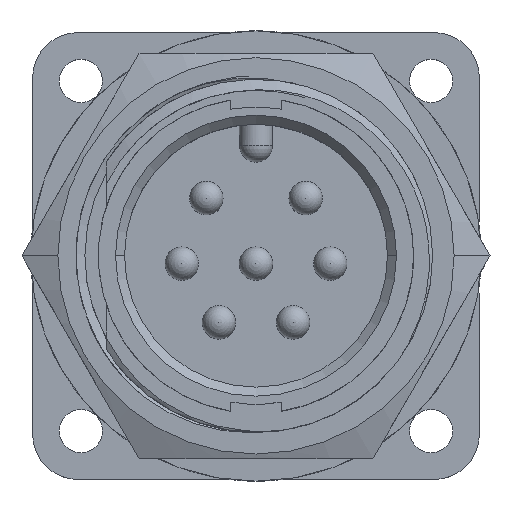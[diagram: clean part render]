
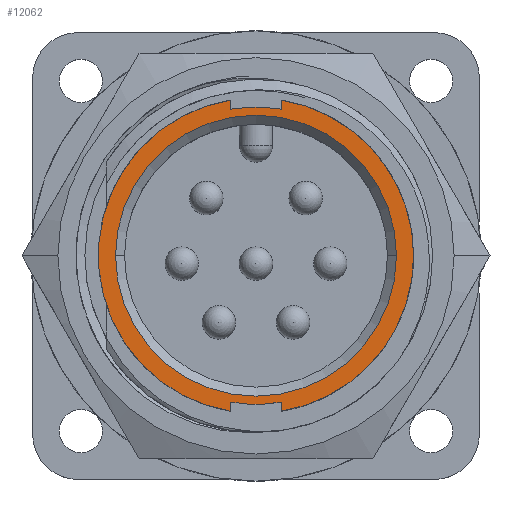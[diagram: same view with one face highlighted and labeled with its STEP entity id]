
A CAD part, top view. The second image highlights one B-rep face of the part: STEP entity #12062.
In plain terms, the highlighted planar face has unit normal (0, 0, 1).
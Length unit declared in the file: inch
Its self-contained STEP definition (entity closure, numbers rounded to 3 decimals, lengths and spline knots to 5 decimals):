
#44 = DIRECTION ( 'NONE',  ( 0., 0., -1. ) ) ;
#45 = DIRECTION ( 'NONE',  ( -1., 0., 0. ) ) ;
#395 = CARTESIAN_POINT ( 'NONE',  ( 0., 0., 0.663 ) ) ;
#401 = DIRECTION ( 'NONE',  ( 0., 0., -1. ) ) ;
#404 = DIRECTION ( 'NONE',  ( 1., 0., 0. ) ) ;
#646 = CARTESIAN_POINT ( 'NONE',  ( 0., 0., 0.663 ) ) ;
#1173 = EDGE_CURVE ( 'NONE', #2162, #2161, #12033, .T. ) ;
#1209 = EDGE_CURVE ( 'NONE', #2168, #2321, #12032, .T. ) ;
#1310 = EDGE_CURVE ( 'NONE', #2173, #2248, #11842, .T. ) ;
#1317 = EDGE_CURVE ( 'NONE', #2248, #2161, #12994, .T. ) ;
#1318 = EDGE_CURVE ( 'NONE', #2321, #2168, #11905, .T. ) ;
#1324 = EDGE_CURVE ( 'NONE', #2496, #2314, #11926, .T. ) ;
#1328 = EDGE_CURVE ( 'NONE', #2162, #2496, #13086, .T. ) ;
#1609 = AXIS2_PLACEMENT_3D ( 'NONE', #12915, #12944, #12942 ) ;
#1611 = AXIS2_PLACEMENT_3D ( 'NONE', #12977, #12999, #13002 ) ;
#1617 = VECTOR ( 'NONE', #12997, 39.37008 ) ;
#1619 = AXIS2_PLACEMENT_3D ( 'NONE', #13037, #13047, #13050 ) ;
#1625 = VECTOR ( 'NONE', #13088, 39.37008 ) ;
#2161 = VERTEX_POINT ( 'NONE', #13333 ) ;
#2162 = VERTEX_POINT ( 'NONE', #13335 ) ;
#2168 = VERTEX_POINT ( 'NONE', #13348 ) ;
#2171 = VERTEX_POINT ( 'NONE', #13355 ) ;
#2173 = VERTEX_POINT ( 'NONE', #13360 ) ;
#2248 = VERTEX_POINT ( 'NONE', #13503 ) ;
#2254 = VERTEX_POINT ( 'NONE', #13515 ) ;
#2314 = VERTEX_POINT ( 'NONE', #13627 ) ;
#2321 = VERTEX_POINT ( 'NONE', #13640 ) ;
#2471 = VERTEX_POINT ( 'NONE', #4177 ) ;
#2496 = VERTEX_POINT ( 'NONE', #4280 ) ;
#2561 = ORIENTED_EDGE ( 'NONE', *, *, #1173, .F. ) ;
#2581 = EDGE_LOOP ( 'NONE', ( #2631, #2596, #2639, #2601, #2623, #2605, #2635, #2561, #2590 ) ) ;
#2583 = EDGE_LOOP ( 'NONE', ( #2589, #2588 ) ) ;
#2588 = ORIENTED_EDGE ( 'NONE', *, *, #1318, .T. ) ;
#2589 = ORIENTED_EDGE ( 'NONE', *, *, #1209, .T. ) ;
#2590 = ORIENTED_EDGE ( 'NONE', *, *, #1328, .T. ) ;
#2596 = ORIENTED_EDGE ( 'NONE', *, *, #13751, .F. ) ;
#2601 = ORIENTED_EDGE ( 'NONE', *, *, #13771, .T. ) ;
#2605 = ORIENTED_EDGE ( 'NONE', *, *, #1310, .T. ) ;
#2623 = ORIENTED_EDGE ( 'NONE', *, *, #13757, .T. ) ;
#2631 = ORIENTED_EDGE ( 'NONE', *, *, #1324, .T. ) ;
#2635 = ORIENTED_EDGE ( 'NONE', *, *, #1317, .T. ) ;
#2639 = ORIENTED_EDGE ( 'NONE', *, *, #13716, .F. ) ;
#2854 = VECTOR ( 'NONE', #7141, 39.37008 ) ;
#2878 = AXIS2_PLACEMENT_3D ( 'NONE', #9587, #9588, #9589 ) ;
#2881 = FACE_OUTER_BOUND ( 'NONE', #2581, .T. ) ;
#2892 = FACE_BOUND ( 'NONE', #2583, .T. ) ;
#2999 = AXIS2_PLACEMENT_3D ( 'NONE', #6894, #6898, #6899 ) ;
#4177 = CARTESIAN_POINT ( 'NONE',  ( 0.07, -0.40652, 0.663 ) ) ;
#4280 = CARTESIAN_POINT ( 'NONE',  ( -0.07, 0.43186, 0.663 ) ) ;
#5878 = CIRCLE ( 'NONE', #2999, 0.4125 ) ;
#6339 = CIRCLE ( 'NONE', #8874, 0.4375 ) ;
#6894 = CARTESIAN_POINT ( 'NONE',  ( 0., 0., 0.663 ) ) ;
#6898 = DIRECTION ( 'NONE',  ( 0., 0., -1. ) ) ;
#6899 = DIRECTION ( 'NONE',  ( -1., 0., 0. ) ) ;
#7139 = LINE ( 'NONE', #7140, #2854 ) ;
#7140 = CARTESIAN_POINT ( 'NONE',  ( -0.07, -0.40398, 0.663 ) ) ;
#7141 = DIRECTION ( 'NONE',  ( 0., -1., 0. ) ) ;
#7174 = CARTESIAN_POINT ( 'NONE',  ( 0., 0., 0.663 ) ) ;
#7175 = DIRECTION ( 'NONE',  ( 0., 0., 1. ) ) ;
#7176 = DIRECTION ( 'NONE',  ( 1., 0., 0. ) ) ;
#7282 = LINE ( 'NONE', #7283, #8865 ) ;
#7283 = CARTESIAN_POINT ( 'NONE',  ( 0.07, 0., 0.663 ) ) ;
#7284 = DIRECTION ( 'NONE',  ( 0., -1., 0. ) ) ;
#8703 = AXIS2_PLACEMENT_3D ( 'NONE', #646, #44, #45 ) ;
#8721 = AXIS2_PLACEMENT_3D ( 'NONE', #395, #401, #404 ) ;
#8865 = VECTOR ( 'NONE', #7284, 39.37008 ) ;
#8874 = AXIS2_PLACEMENT_3D ( 'NONE', #7174, #7175, #7176 ) ;
#9586 = PLANE ( 'NONE',  #2878 ) ;
#9587 = CARTESIAN_POINT ( 'NONE',  ( 0., 0., 0.663 ) ) ;
#9588 = DIRECTION ( 'NONE',  ( 0., 0., 1. ) ) ;
#9589 = DIRECTION ( 'NONE',  ( 1., 0., 0. ) ) ;
#11842 = CIRCLE ( 'NONE', #1609, 0.4375 ) ;
#11905 = CIRCLE ( 'NONE', #1611, 0.39 ) ;
#11926 = CIRCLE ( 'NONE', #1619, 0.4375 ) ;
#12032 = CIRCLE ( 'NONE', #8721, 0.39 ) ;
#12033 = CIRCLE ( 'NONE', #8703, 0.4125 ) ;
#12062 = ADVANCED_FACE ( 'NONE', ( #2892, #2881 ), #9586, .T. ) ;
#12915 = CARTESIAN_POINT ( 'NONE',  ( 0., 0., 0.663 ) ) ;
#12942 = DIRECTION ( 'NONE',  ( 1., 0., 0. ) ) ;
#12944 = DIRECTION ( 'NONE',  ( 0., 0., 1. ) ) ;
#12977 = CARTESIAN_POINT ( 'NONE',  ( 0., 0., 0.663 ) ) ;
#12994 = LINE ( 'NONE', #12995, #1617 ) ;
#12995 = CARTESIAN_POINT ( 'NONE',  ( 0.07, 0., 0.663 ) ) ;
#12997 = DIRECTION ( 'NONE',  ( 0., -1., 0. ) ) ;
#12999 = DIRECTION ( 'NONE',  ( 0., 0., -1. ) ) ;
#13002 = DIRECTION ( 'NONE',  ( 1., 0., 0. ) ) ;
#13037 = CARTESIAN_POINT ( 'NONE',  ( 0., 0., 0.663 ) ) ;
#13047 = DIRECTION ( 'NONE',  ( 0., 0., 1. ) ) ;
#13050 = DIRECTION ( 'NONE',  ( 1., 0., 0. ) ) ;
#13086 = LINE ( 'NONE', #13087, #1625 ) ;
#13087 = CARTESIAN_POINT ( 'NONE',  ( -0.07, 0., 0.663 ) ) ;
#13088 = DIRECTION ( 'NONE',  ( 0., 1., 0. ) ) ;
#13333 = CARTESIAN_POINT ( 'NONE',  ( 0.07, 0.40652, 0.663 ) ) ;
#13335 = CARTESIAN_POINT ( 'NONE',  ( -0.07, 0.40652, 0.663 ) ) ;
#13348 = CARTESIAN_POINT ( 'NONE',  ( 0.39, 0., 0.663 ) ) ;
#13355 = CARTESIAN_POINT ( 'NONE',  ( 0.07, -0.43186, 0.663 ) ) ;
#13360 = CARTESIAN_POINT ( 'NONE',  ( 0.4375, 0., 0.663 ) ) ;
#13503 = CARTESIAN_POINT ( 'NONE',  ( 0.07, 0.43186, 0.663 ) ) ;
#13515 = CARTESIAN_POINT ( 'NONE',  ( -0.07, -0.40652, 0.663 ) ) ;
#13627 = CARTESIAN_POINT ( 'NONE',  ( -0.07, -0.43186, 0.663 ) ) ;
#13640 = CARTESIAN_POINT ( 'NONE',  ( -0.39, 0., 0.663 ) ) ;
#13716 = EDGE_CURVE ( 'NONE', #2471, #2254, #5878, .T. ) ;
#13751 = EDGE_CURVE ( 'NONE', #2254, #2314, #7139, .T. ) ;
#13757 = EDGE_CURVE ( 'NONE', #2171, #2173, #6339, .T. ) ;
#13771 = EDGE_CURVE ( 'NONE', #2471, #2171, #7282, .T. ) ;
